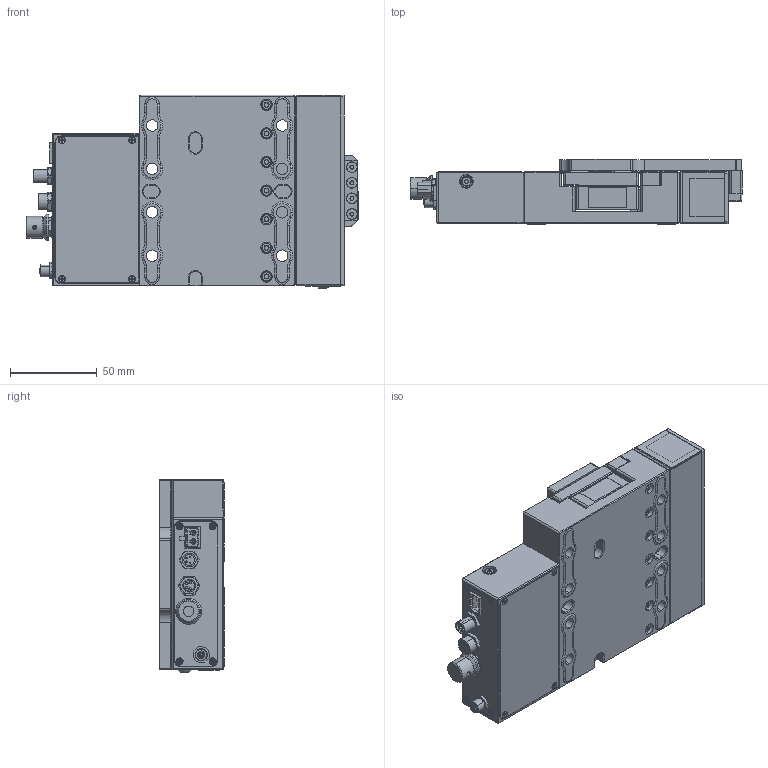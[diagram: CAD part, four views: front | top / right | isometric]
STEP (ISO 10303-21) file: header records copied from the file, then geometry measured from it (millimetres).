
FILE_DESCRIPTION (( 'STEP AP214' ), '1' );
FILE_NAME ('LDA-Z_X-LDA020A-AE53ZJ2D12 CF.step', '2023-08-11T17:04:56', ( '' ), ( '' ), 'SwSTEP 2.0', 'SolidWorks 2019', '' );
FILE_SCHEMA (( 'AUTOMOTIVE_DESIGN' ));
Length unit declared in the file: millimetre
Products named in the file (51): CJA Housing Bottom Cover Sticker; CJA Housing_CF; Washer A-XXX Pot Knob; knob_LA; Screw M2 Flat Phillips_06mm; Screw M3 SHCS_06mm; Set Screw M3 Cup Point_03mm; Screw M3 Flat Hex_10mm; LDA Base_LDA025 Customer Facing; LDA Finish Machined Base Assembly_LDA025 Customer Facing; Label_Magnet Warning; Screw M3 SHCS Low Profile_06mm; Screw M4 Button Flanged Hex_18mm; LDA Controller Housing; CJA Mover Assembly_LDA025 CF; CJA Mover Spacer; LDA Rail Support_LDA025 Customer Facing; Washer, Flat, For M3 Screw_07mm OD, 0.6mm HT; Terminal Block, 5.0 02 pin; Encoder_Switch; Screw M2 Flat Phillips_04mm; CJA Mover Plate_CF; Label_Standard36; Sirius heatsink insulator; CJA Housing Cover_CF; Connector, M8_Male; Label_Counterbalance Force Adjustment; LDA Controller Housing Assembly_Customer Facing; Sirius PCB_GEN7; CJA Front Plate; Connector, M8_Female; LDA Carriage Assembly_LDA025 Customer Facing; LDA Hard Stop Bracket; Washer, Custom Delrin, For M4 Flanged Button Screw; Light pipe, vertical_Round End; Screw M3 SHCS_22mm; Screw M6 SHCS Low Profile_08mm; LDA Base Assembly_X-LDA025 Customer Facing; CJA Stator Assembly_LDA025 A Force CF; LDA Controller Housing Front Cover ...
Assembly tree (97 placements, depth 5):
  LDA-Z_X-LDA020A-AE53ZJ2D12 CF
    LDA Base Assembly_X-LDA025 Customer Facing
      LDA Finish Machined Base Assembly_LDA025 Customer Facing
        LDA Base_LDA025 Customer Facing
        LDA Rail Support_LDA025 Customer Facing
        Screw M3 SHCS_22mm  x7
      LDA Controller Housing Assembly_Customer Facing
        LDA Controller Housing
        LDA Controller Housing Bottom Cover
        LDA Controller Housing Front Cover
        Label_Calibration
        Label_Standard36
        Sirius_GEN7_Vertical Light Pipes, Customer Facing
          Sirius PCB_GEN7
          Encoder_Switch
          Connector, M8_Female
          Connector, M8_Male
          Terminal Block, 5.0 02 pin
          Light pipe, vertical_Round End  x2
          knob_LA
          Nut, M8 Connector_Female
          Nut, M8 Connector_Male
          Set Screw M3 Cup Point_03mm
          Sirius heatsink insulator
        Screw M2 Flat Phillips_04mm  x8
        Screw M2 SHCS_04mm  x2
        Washer, Flat, For M3 Screw_07mm OD, 0.6mm HT
        Screw M3 SHCS Low Profile_06mm
        Washer A-XXX Pot Knob
        Nut  A-XXX Pot Knob
        Connector, M5, female, front panel mount_With O-ring
    LDA Carriage Assembly_LDA025 Customer Facing
      LDA Carriage_LDA025 Customer Facing
      LDA Hard Stop Bracket  x2
      Screw M3 SHCS_06mm  x6
      Label_Magnet Warning  x2
    CJA Mover Assembly_LDA025 CF
      CJA Mover Plate_CF
      CJA Mover Spacer
      CJA Front Plate
      Screw M3 Flat Hex_10mm  x4
      Screw M3 SHCS_08mm  x12
    CJA Stator Assembly_LDA025 A Force CF
      CJA Housing_CF
      Washer, Custom Delrin, For M4 Flanged Button Screw
      CJA Housing Cover_CF
      Screw M6 SHCS Low Profile_08mm  x3
      Screw M2 Flat Phillips_06mm  x10
      Screw M4 Button Flanged Hex_18mm
      CJA Housing Bottom Cover Sticker
      Label_Counterbalance Force Adjustment
Bounding box: 191.44 x 37.35 x 111.59 mm (x, y, z)
Volume: 356985.5 mm3; surface area: 179232.4 mm2
Topology: 98 solids, 98 shells, 4177 faces, 10272 edges, 6383 vertices
Faces by surface type: plane 1681, cylinder 1482, cone 888, torus 118, sphere 6, bspline 2
Entity records: 94444 total; most frequent: CARTESIAN_POINT 16901, DIRECTION 15712, ORIENTED_EDGE 14458, EDGE_CURVE 7229, AXIS2_PLACEMENT_3D 5979, VERTEX_POINT 4642, VECTOR 3754, LINE 3754
